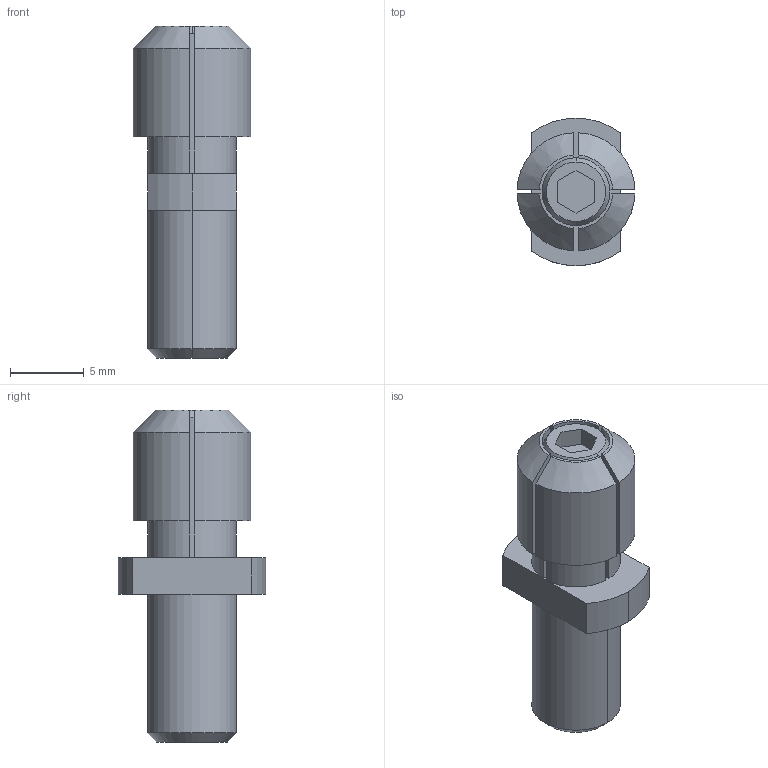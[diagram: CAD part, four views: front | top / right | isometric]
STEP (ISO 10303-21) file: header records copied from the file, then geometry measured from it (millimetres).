
FILE_DESCRIPTION (( 'STEP AP203' ), '1' );
FILE_NAME ('pedt-08-sus.STEP', '2021-10-26T05:00:41', ( '' ), ( '' ), 'SwSTEP 2.0', 'SolidWorks 2020', '' );
FILE_SCHEMA (( 'CONFIG_CONTROL_DESIGN' ));
Length unit declared in the file: millimetre
Products named in the file (1): pedt-08-sus
Bounding box: 7.99 x 10 x 22.5 mm (x, y, z)
Volume: 776.6 mm3; surface area: 803.5 mm2
Topology: 1 solids, 1 shells, 63 faces, 161 edges, 103 vertices
Faces by surface type: plane 31, cylinder 24, cone 8
Entity records: 2001 total; most frequent: CARTESIAN_POINT 358, DIRECTION 340, ORIENTED_EDGE 322, EDGE_CURVE 161, AXIS2_PLACEMENT_3D 123, VERTEX_POINT 103, LINE 94, VECTOR 94
